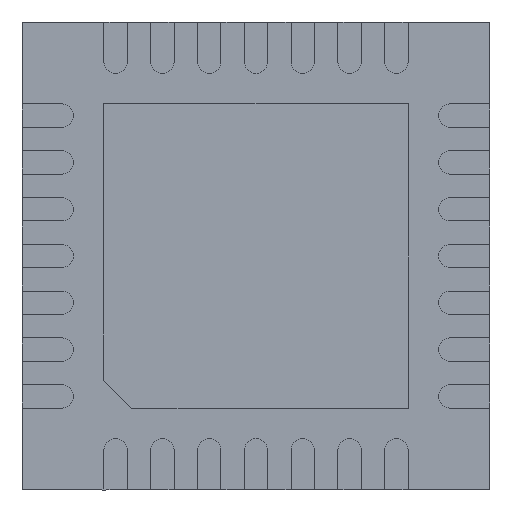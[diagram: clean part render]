
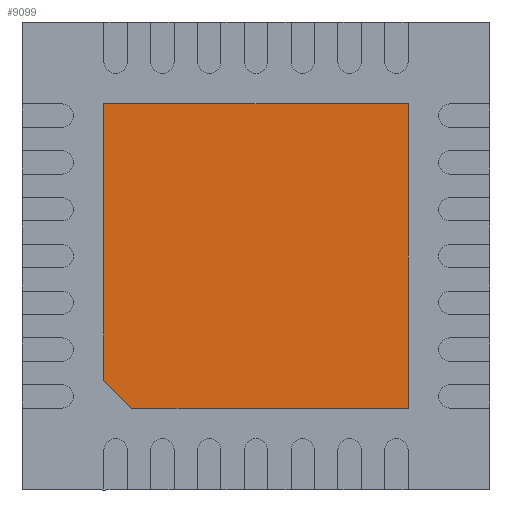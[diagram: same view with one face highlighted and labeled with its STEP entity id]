
A CAD part, front view. The second image highlights one B-rep face of the part: STEP entity #9099.
In plain terms, the highlighted planar face has unit normal (0, -1, 0).
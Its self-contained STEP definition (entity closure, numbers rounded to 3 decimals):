
#36 = VECTOR ( 'NONE', #3409, 1000. ) ;
#300 = VECTOR ( 'NONE', #610, 1000. ) ;
#478 = ORIENTED_EDGE ( 'NONE', *, *, #9417, .F. ) ;
#610 = DIRECTION ( 'NONE',  ( 0., 0., 1. ) ) ;
#807 = CARTESIAN_POINT ( 'NONE',  ( 1.625, -0.425, -1.625 ) ) ;
#1401 = LINE ( 'NONE', #8119, #36 ) ;
#1727 = CARTESIAN_POINT ( 'NONE',  ( -1.325, -0.425, -1.625 ) ) ;
#1751 = VERTEX_POINT ( 'NONE', #7133 ) ;
#1910 = VERTEX_POINT ( 'NONE', #11174 ) ;
#2022 = DIRECTION ( 'NONE',  ( 0., 1., 0. ) ) ;
#2064 = PLANE ( 'NONE',  #5416 ) ;
#2204 = ORIENTED_EDGE ( 'NONE', *, *, #2749, .F. ) ;
#2648 = DIRECTION ( 'NONE',  ( -1., 0., 0. ) ) ;
#2735 = LINE ( 'NONE', #9867, #300 ) ;
#2749 = EDGE_CURVE ( 'NONE', #1910, #10063, #6534, .T. ) ;
#3409 = DIRECTION ( 'NONE',  ( -0.707, 0., 0.707 ) ) ;
#4161 = CARTESIAN_POINT ( 'NONE',  ( 1.625, -0.425, -1.625 ) ) ;
#4557 = CARTESIAN_POINT ( 'NONE',  ( -1.625, -0.425, 1.625 ) ) ;
#4558 = LINE ( 'NONE', #5271, #6454 ) ;
#5271 = CARTESIAN_POINT ( 'NONE',  ( 1.625, -0.425, 1.625 ) ) ;
#5274 = EDGE_LOOP ( 'NONE', ( #478, #2204, #10907, #5359, #9555 ) ) ;
#5359 = ORIENTED_EDGE ( 'NONE', *, *, #10863, .F. ) ;
#5379 = EDGE_CURVE ( 'NONE', #7864, #1910, #4558, .T. ) ;
#5416 = AXIS2_PLACEMENT_3D ( 'NONE', #7576, #2022, #9458 ) ;
#6143 = CARTESIAN_POINT ( 'NONE',  ( -1.625, -0.425, -1.325 ) ) ;
#6454 = VECTOR ( 'NONE', #7179, 1000. ) ;
#6534 = LINE ( 'NONE', #4161, #7247 ) ;
#7133 = CARTESIAN_POINT ( 'NONE',  ( -1.325, -0.425, -1.625 ) ) ;
#7179 = DIRECTION ( 'NONE',  ( 1., 0., 0. ) ) ;
#7247 = VECTOR ( 'NONE', #10613, 1000. ) ;
#7576 = CARTESIAN_POINT ( 'NONE',  ( 0., -0.425, -2.45 ) ) ;
#7623 = VECTOR ( 'NONE', #2648, 1000. ) ;
#7784 = FACE_OUTER_BOUND ( 'NONE', #5274, .T. ) ;
#7864 = VERTEX_POINT ( 'NONE', #4557 ) ;
#8119 = CARTESIAN_POINT ( 'NONE',  ( -1.625, -0.425, -1.325 ) ) ;
#8127 = VERTEX_POINT ( 'NONE', #6143 ) ;
#9099 = ADVANCED_FACE ( 'NONE', ( #7784 ), #2064, .F. ) ;
#9417 = EDGE_CURVE ( 'NONE', #10063, #1751, #11762, .T. ) ;
#9458 = DIRECTION ( 'NONE',  ( 1., 0., 0. ) ) ;
#9555 = ORIENTED_EDGE ( 'NONE', *, *, #10899, .F. ) ;
#9867 = CARTESIAN_POINT ( 'NONE',  ( -1.625, -0.425, 1.625 ) ) ;
#10063 = VERTEX_POINT ( 'NONE', #807 ) ;
#10613 = DIRECTION ( 'NONE',  ( 0., 0., -1. ) ) ;
#10863 = EDGE_CURVE ( 'NONE', #8127, #7864, #2735, .T. ) ;
#10899 = EDGE_CURVE ( 'NONE', #1751, #8127, #1401, .T. ) ;
#10907 = ORIENTED_EDGE ( 'NONE', *, *, #5379, .F. ) ;
#11174 = CARTESIAN_POINT ( 'NONE',  ( 1.625, -0.425, 1.625 ) ) ;
#11762 = LINE ( 'NONE', #1727, #7623 ) ;
